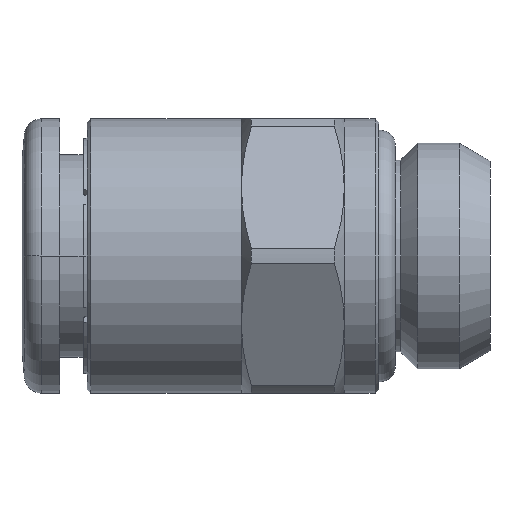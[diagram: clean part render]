
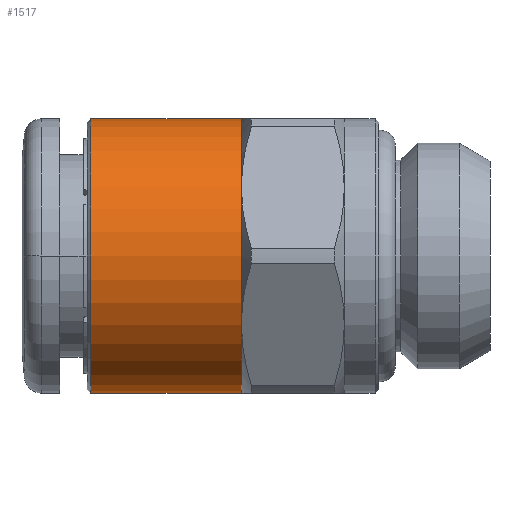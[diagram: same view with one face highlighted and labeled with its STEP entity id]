
A CAD part, left-side view. The second image highlights one B-rep face of the part: STEP entity #1517.
In plain terms, the highlighted cylindrical face has radius 8 mm (diameter 16 mm), a partial arc.
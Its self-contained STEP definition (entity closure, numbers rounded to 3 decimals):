
#207 = AXIS2_PLACEMENT_3D ( 'NONE', #919, #3413, #3097 ) ;
#266 = VERTEX_POINT ( 'NONE', #1057 ) ;
#317 = EDGE_CURVE ( 'NONE', #2576, #266, #1812, .T. ) ;
#344 = DIRECTION ( 'NONE',  ( 0., 1., 0. ) ) ;
#374 = CARTESIAN_POINT ( 'NONE',  ( 0., 33.05, -8. ) ) ;
#439 = LINE ( 'NONE', #374, #3370 ) ;
#508 = ORIENTED_EDGE ( 'NONE', *, *, #317, .F. ) ;
#590 = DIRECTION ( 'NONE',  ( 0., -1., 0. ) ) ;
#611 = DIRECTION ( 'NONE',  ( 0., 0., 1. ) ) ;
#661 = ORIENTED_EDGE ( 'NONE', *, *, #2341, .F. ) ;
#690 = DIRECTION ( 'NONE',  ( 0., 1., 0. ) ) ;
#832 = DIRECTION ( 'NONE',  ( 0., -1., 0. ) ) ;
#838 = EDGE_CURVE ( 'NONE', #266, #2410, #439, .T. ) ;
#919 = CARTESIAN_POINT ( 'NONE',  ( 0., 23.3, 0. ) ) ;
#1057 = CARTESIAN_POINT ( 'NONE',  ( 0., 14.5, -8. ) ) ;
#1064 = AXIS2_PLACEMENT_3D ( 'NONE', #1771, #3409, #611 ) ;
#1081 = EDGE_CURVE ( 'NONE', #2312, #3337, #3168, .T. ) ;
#1183 = CARTESIAN_POINT ( 'NONE',  ( -6.928, 14.5, 4. ) ) ;
#1207 = LINE ( 'NONE', #2327, #1252 ) ;
#1252 = VECTOR ( 'NONE', #690, 1000. ) ;
#1344 = CIRCLE ( 'NONE', #1682, 8. ) ;
#1403 = CARTESIAN_POINT ( 'NONE',  ( 0., 23.3, 8. ) ) ;
#1421 = CARTESIAN_POINT ( 'NONE',  ( 0., 14.5, 0. ) ) ;
#1513 = DIRECTION ( 'NONE',  ( 0., 0., 1. ) ) ;
#1517 = ADVANCED_FACE ( 'NONE', ( #2912 ), #2935, .T. ) ;
#1682 = AXIS2_PLACEMENT_3D ( 'NONE', #1421, #832, #3103 ) ;
#1757 = ORIENTED_EDGE ( 'NONE', *, *, #2978, .F. ) ;
#1771 = CARTESIAN_POINT ( 'NONE',  ( 0., 14.5, 0. ) ) ;
#1812 = CIRCLE ( 'NONE', #2100, 8. ) ;
#1940 = ORIENTED_EDGE ( 'NONE', *, *, #3191, .T. ) ;
#1971 = ORIENTED_EDGE ( 'NONE', *, *, #1081, .F. ) ;
#2100 = AXIS2_PLACEMENT_3D ( 'NONE', #3106, #590, #3439 ) ;
#2257 = CARTESIAN_POINT ( 'NONE',  ( -6.928, 14.5, -4. ) ) ;
#2312 = VERTEX_POINT ( 'NONE', #3676 ) ;
#2327 = CARTESIAN_POINT ( 'NONE',  ( 0., 33.05, 8. ) ) ;
#2341 = EDGE_CURVE ( 'NONE', #2410, #2973, #2635, .T. ) ;
#2343 = DIRECTION ( 'NONE',  ( 0., 1., 0. ) ) ;
#2382 = EDGE_LOOP ( 'NONE', ( #3528, #508, #1757, #1971, #1940, #661 ) ) ;
#2410 = VERTEX_POINT ( 'NONE', #2543 ) ;
#2543 = CARTESIAN_POINT ( 'NONE',  ( 0., 23.3, -8. ) ) ;
#2576 = VERTEX_POINT ( 'NONE', #2257 ) ;
#2635 = CIRCLE ( 'NONE', #207, 8. ) ;
#2891 = CARTESIAN_POINT ( 'NONE',  ( 0., 33.05, 0. ) ) ;
#2912 = FACE_OUTER_BOUND ( 'NONE', #2382, .T. ) ;
#2935 = CYLINDRICAL_SURFACE ( 'NONE', #3037, 8. ) ;
#2973 = VERTEX_POINT ( 'NONE', #1403 ) ;
#2978 = EDGE_CURVE ( 'NONE', #3337, #2576, #1344, .T. ) ;
#3037 = AXIS2_PLACEMENT_3D ( 'NONE', #2891, #344, #1513 ) ;
#3097 = DIRECTION ( 'NONE',  ( 0., 0., 1. ) ) ;
#3103 = DIRECTION ( 'NONE',  ( 0., 0., 1. ) ) ;
#3106 = CARTESIAN_POINT ( 'NONE',  ( 0., 14.5, 0. ) ) ;
#3168 = CIRCLE ( 'NONE', #1064, 8. ) ;
#3191 = EDGE_CURVE ( 'NONE', #2312, #2973, #1207, .T. ) ;
#3337 = VERTEX_POINT ( 'NONE', #1183 ) ;
#3370 = VECTOR ( 'NONE', #2343, 1000. ) ;
#3409 = DIRECTION ( 'NONE',  ( 0., -1., 0. ) ) ;
#3413 = DIRECTION ( 'NONE',  ( 0., 1., 0. ) ) ;
#3439 = DIRECTION ( 'NONE',  ( 0., 0., 1. ) ) ;
#3528 = ORIENTED_EDGE ( 'NONE', *, *, #838, .F. ) ;
#3676 = CARTESIAN_POINT ( 'NONE',  ( 0., 14.5, 8. ) ) ;
